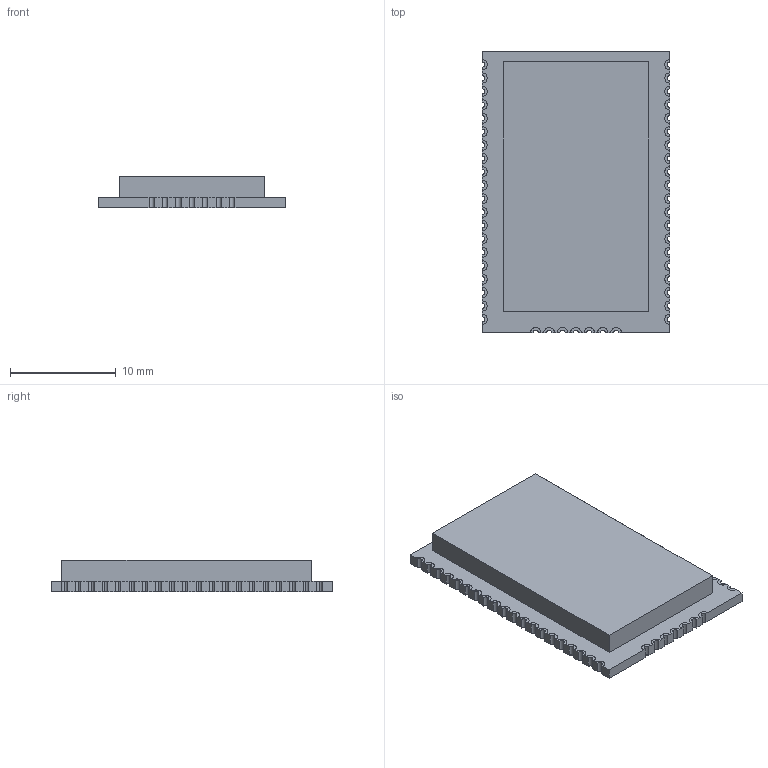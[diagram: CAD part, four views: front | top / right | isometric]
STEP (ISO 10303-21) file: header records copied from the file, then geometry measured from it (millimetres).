
FILE_DESCRIPTION (( 'STEP AP214' ), '1' );
FILE_NAME ('User Library-RN2483.STEP', '2019-03-08T12:53:35', ( '' ), ( '' ), 'SwSTEP 2.0', 'SolidWorks 2019', '' );
FILE_SCHEMA (( 'AUTOMOTIVE_DESIGN' ));
Length unit declared in the file: millimetre
Products named in the file (1): User Library-RN2483
Bounding box: 17.8 x 26.67 x 3.01 mm (x, y, z)
Volume: 1123.7 mm3; surface area: 1195.1 mm2
Topology: 1 solids, 1 shells, 353 faces, 1050 edges, 700 vertices
Faces by surface type: cylinder 201, plane 152
Entity records: 15903 total; most frequent: DIRECTION 2160, CARTESIAN_POINT 2104, ORIENTED_EDGE 2100, EDGE_CURVE 1050, AXIS2_PLACEMENT_3D 756, VERTEX_POINT 700, VECTOR 648, LINE 648
